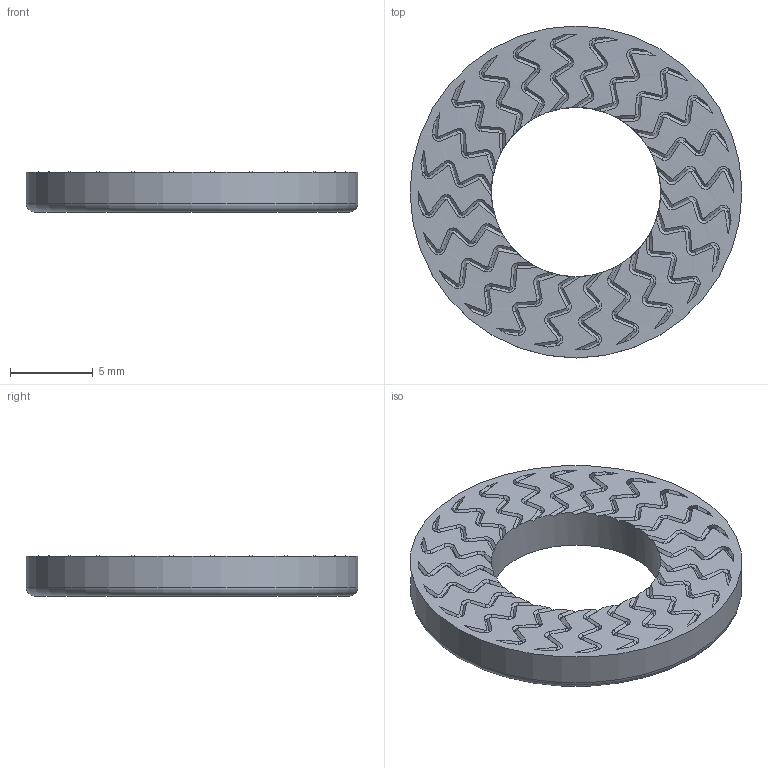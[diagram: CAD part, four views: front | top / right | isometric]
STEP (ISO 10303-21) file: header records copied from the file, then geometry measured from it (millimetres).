
FILE_DESCRIPTION(('STEP AP214'),'1');
FILE_NAME('076950_NSK E10_Muster_flach.stp','2019-10-29T12:25:56',(' '),(' '),'Spatial InterOp 3D',' ',' ');
FILE_SCHEMA(('AUTOMOTIVE_DESIGN { 1 0 10303 214 1 1 1 1 }'));
Length unit declared in the file: metre
Products named in the file (1): 1398678950
Bounding box: 20 x 20 x 2.41 mm (x, y, z)
Volume: 548.8 mm3; surface area: 695.4 mm2
Topology: 1 solids, 1 shells, 461 faces, 1353 edges, 894 vertices
Faces by surface type: plane 242, bspline 192, cylinder 26, torus 1
Full cylindrical faces by diameter (mm): 10.2 x1, 20 x1
Entity records: 21995 total; most frequent: CARTESIAN_POINT 8222, ORIENTED_EDGE 2696, EDGE_CURVE 1348, DIRECTION 1172, VERTEX_POINT 892, B_SPLINE_CURVE_WITH_KNOTS 864, EDGE_LOOP 466, FACE_OUTER_BOUND 464
